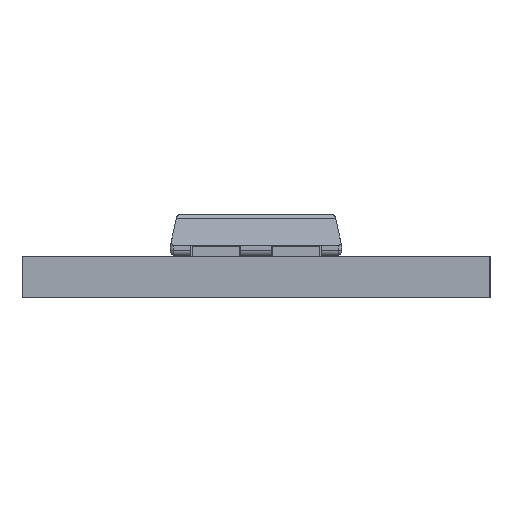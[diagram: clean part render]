
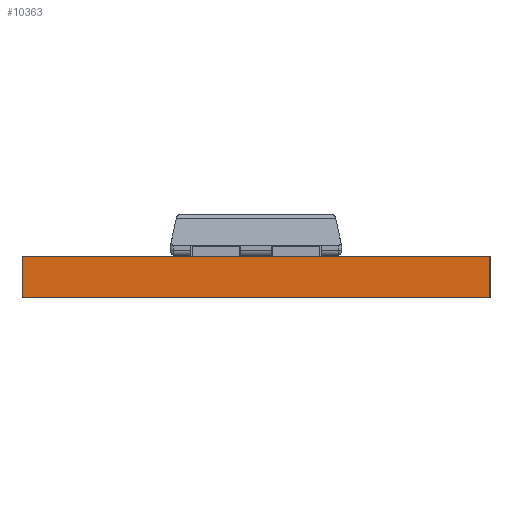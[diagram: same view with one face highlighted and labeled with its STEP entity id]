
A CAD part, left-side view. The second image highlights one B-rep face of the part: STEP entity #10363.
In plain terms, the highlighted planar face has unit normal (-1, 0, 0).
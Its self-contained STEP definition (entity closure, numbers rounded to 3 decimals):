
#250 = VECTOR ( 'NONE', #21077, 1000. ) ;
#782 = EDGE_CURVE ( 'NONE', #1836, #27926, #18668, .T. ) ;
#1508 = VECTOR ( 'NONE', #16359, 1000. ) ;
#1836 = VERTEX_POINT ( 'NONE', #10771 ) ;
#2201 = VECTOR ( 'NONE', #5564, 1000. ) ;
#3060 = LINE ( 'NONE', #5393, #1508 ) ;
#3192 = ORIENTED_EDGE ( 'NONE', *, *, #782, .F. ) ;
#4226 = LINE ( 'NONE', #10137, #250 ) ;
#5393 = CARTESIAN_POINT ( 'NONE',  ( 0., 17.78, 1.575 ) ) ;
#5564 = DIRECTION ( 'NONE',  ( 0., -1., 0. ) ) ;
#6781 = DIRECTION ( 'NONE',  ( 0., 1., 0. ) ) ;
#7823 = EDGE_CURVE ( 'NONE', #34304, #23784, #29941, .T. ) ;
#8524 = EDGE_CURVE ( 'NONE', #1836, #34304, #3060, .T. ) ;
#9535 = EDGE_LOOP ( 'NONE', ( #32107, #14625, #3192, #12059 ) ) ;
#10137 = CARTESIAN_POINT ( 'NONE',  ( 0., 0., 1.575 ) ) ;
#10363 = ADVANCED_FACE ( 'NONE', ( #17730 ), #20390, .F. ) ;
#10771 = CARTESIAN_POINT ( 'NONE',  ( 0., 17.78, 1.575 ) ) ;
#12059 = ORIENTED_EDGE ( 'NONE', *, *, #8524, .T. ) ;
#12158 = DIRECTION ( 'NONE',  ( 1., 0., 0. ) ) ;
#14625 = ORIENTED_EDGE ( 'NONE', *, *, #22833, .F. ) ;
#16359 = DIRECTION ( 'NONE',  ( 0., 0., -1. ) ) ;
#17730 = FACE_OUTER_BOUND ( 'NONE', #9535, .T. ) ;
#18668 = LINE ( 'NONE', #29088, #21539 ) ;
#20390 = PLANE ( 'NONE',  #30851 ) ;
#21077 = DIRECTION ( 'NONE',  ( 0., 0., -1. ) ) ;
#21539 = VECTOR ( 'NONE', #34959, 1000. ) ;
#22833 = EDGE_CURVE ( 'NONE', #27926, #23784, #4226, .T. ) ;
#23784 = VERTEX_POINT ( 'NONE', #28447 ) ;
#25354 = CARTESIAN_POINT ( 'NONE',  ( 0., 0., 1.575 ) ) ;
#25533 = CARTESIAN_POINT ( 'NONE',  ( 0., 17.78, 0. ) ) ;
#25626 = CARTESIAN_POINT ( 'NONE',  ( 0., 0., 1.575 ) ) ;
#27926 = VERTEX_POINT ( 'NONE', #25354 ) ;
#28447 = CARTESIAN_POINT ( 'NONE',  ( 0., 0., 0. ) ) ;
#29088 = CARTESIAN_POINT ( 'NONE',  ( 0., 0., 1.575 ) ) ;
#29941 = LINE ( 'NONE', #32255, #2201 ) ;
#30851 = AXIS2_PLACEMENT_3D ( 'NONE', #25626, #12158, #6781 ) ;
#32107 = ORIENTED_EDGE ( 'NONE', *, *, #7823, .T. ) ;
#32255 = CARTESIAN_POINT ( 'NONE',  ( 0., 0., 0. ) ) ;
#34304 = VERTEX_POINT ( 'NONE', #25533 ) ;
#34959 = DIRECTION ( 'NONE',  ( 0., -1., 0. ) ) ;
